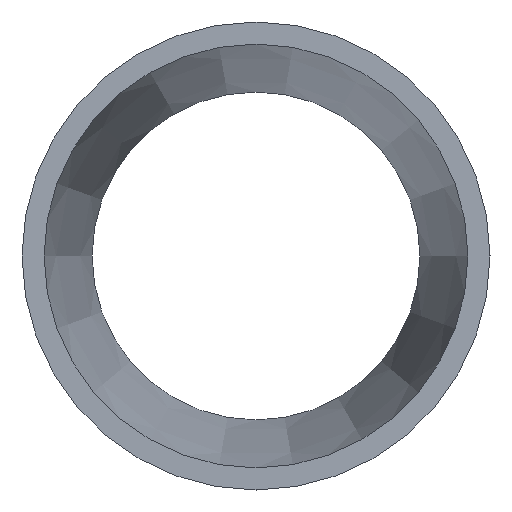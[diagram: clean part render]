
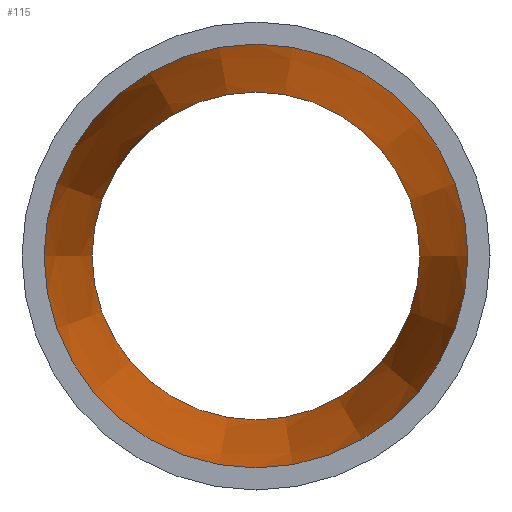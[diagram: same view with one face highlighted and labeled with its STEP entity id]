
A CAD part, left-side view. The second image highlights one B-rep face of the part: STEP entity #115.
In plain terms, the highlighted conical face has half-angle 6.53 degrees and reference radius 17.025 mm.
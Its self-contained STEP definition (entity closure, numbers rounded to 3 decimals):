
#73=CARTESIAN_POINT('',(-32.0,14.85,0.0));
#74=VERTEX_POINT('',#73);
#75=CARTESIAN_POINT('',(-32.0,0.0,0.0));
#76=DIRECTION('',(1.0,0.0,0.0));
#77=DIRECTION('',(0.0,1.0,0.0));
#78=AXIS2_PLACEMENT_3D('',#75,#76,#77);
#79=CIRCLE('',#78,14.85);
#80=EDGE_CURVE('',#74,#74,#79,.T.);
#96=CARTESIAN_POINT('',(-51.0,0.0,0.0));
#97=DIRECTION('',(-1.0,0.0,0.0));
#98=DIRECTION('',(0.0,1.0,0.0));
#99=AXIS2_PLACEMENT_3D('',#96,#97,#98);
#100=CONICAL_SURFACE('',#99,17.025,6.53);
#101=CARTESIAN_POINT('',(-70.0,19.2,0.0));
#102=VERTEX_POINT('',#101);
#103=CARTESIAN_POINT('',(-70.0,0.0,0.0));
#104=DIRECTION('',(1.0,0.0,0.0));
#105=DIRECTION('',(0.0,1.0,0.0));
#106=AXIS2_PLACEMENT_3D('',#103,#104,#105);
#107=CIRCLE('',#106,19.2);
#108=EDGE_CURVE('',#102,#102,#107,.T.);
#109=ORIENTED_EDGE('',*,*,#108,.F.);
#110=EDGE_LOOP('',(#109));
#111=FACE_OUTER_BOUND('',#110,.T.);
#112=ORIENTED_EDGE('',*,*,#80,.T.);
#113=EDGE_LOOP('',(#112));
#114=FACE_BOUND('',#113,.T.);
#115=ADVANCED_FACE('',(#111,#114),#100,.F.);
